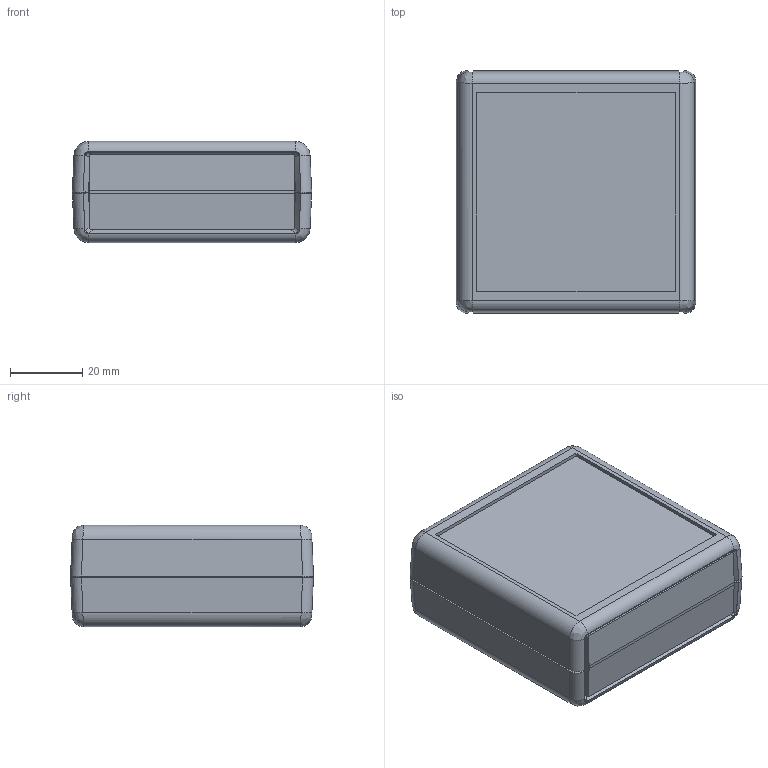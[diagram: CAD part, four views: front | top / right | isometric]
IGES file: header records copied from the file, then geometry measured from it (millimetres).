
Global section: file name: 1593K.iam; native system: Autodesk Inventor 2016; preprocessor: unknown; author: MBeerman; date: 20160425.153543; units: millimetre
Bounding box: 66.22 x 67.22 x 28 mm (x, y, z)
Volume: 47145.8 mm3; surface area: 47729.1 mm2
Topology: 9 solids, 9 shells, 572 faces, 1539 edges, 1028 vertices
Faces by surface type: plane 336, bspline 108, revolution 64, cylinder 40, cone 22, sphere 2
Full cylindrical faces by diameter (mm): 2.845 x2
